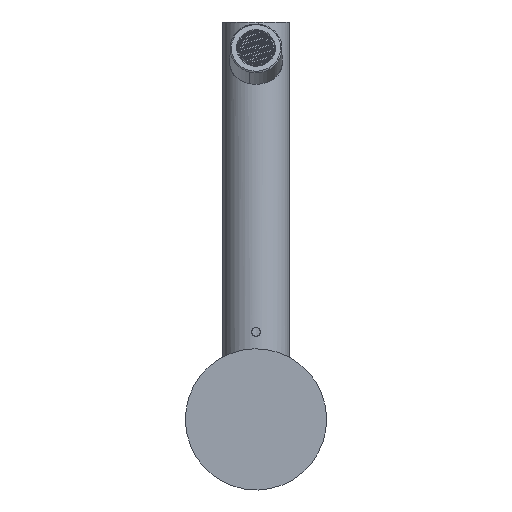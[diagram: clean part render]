
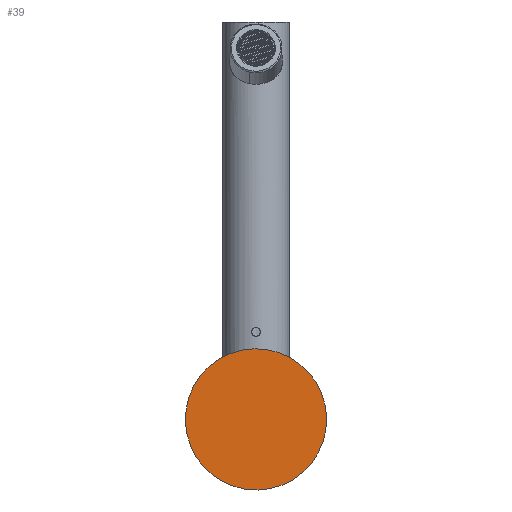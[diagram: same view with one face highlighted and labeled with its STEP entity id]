
A CAD part, front view. The second image highlights one B-rep face of the part: STEP entity #39.
In plain terms, the highlighted planar face has unit normal (0, -1, 0).
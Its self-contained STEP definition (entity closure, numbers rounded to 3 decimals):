
#39 = ADVANCED_FACE ( 'NONE', ( #66861 ), #38267, .F. ) ;
#524 = DIRECTION ( 'NONE',  ( 0., 1., 0. ) ) ;
#776 = VERTEX_POINT ( 'NONE', #60533 ) ;
#11085 = EDGE_CURVE ( 'NONE', #776, #12425, #88864, .T. ) ;
#12425 = VERTEX_POINT ( 'NONE', #86920 ) ;
#13565 = DIRECTION ( 'NONE',  ( 0., 1., 0. ) ) ;
#31414 = DIRECTION ( 'NONE',  ( 0., 1., 0. ) ) ;
#33080 = ORIENTED_EDGE ( 'NONE', *, *, #72519, .F. ) ;
#38267 = PLANE ( 'NONE',  #41215 ) ;
#39518 = EDGE_LOOP ( 'NONE', ( #33080, #65736 ) ) ;
#41215 = AXIS2_PLACEMENT_3D ( 'NONE', #74141, #31414, #81221 ) ;
#43194 = CARTESIAN_POINT ( 'NONE',  ( 0., -4., 0. ) ) ;
#50325 = DIRECTION ( 'NONE',  ( -0.524, 0., 0.851 ) ) ;
#56326 = CARTESIAN_POINT ( 'NONE',  ( 0., -4., 0. ) ) ;
#60533 = CARTESIAN_POINT ( 'NONE',  ( -14.158, -4., 22.99 ) ) ;
#63469 = DIRECTION ( 'NONE',  ( -0.524, 0., 0.851 ) ) ;
#65736 = ORIENTED_EDGE ( 'NONE', *, *, #11085, .F. ) ;
#66861 = FACE_OUTER_BOUND ( 'NONE', #39518, .T. ) ;
#69899 = AXIS2_PLACEMENT_3D ( 'NONE', #43194, #524, #50325 ) ;
#72519 = EDGE_CURVE ( 'NONE', #12425, #776, #74564, .T. ) ;
#74141 = CARTESIAN_POINT ( 'NONE',  ( 0., -4., 0. ) ) ;
#74564 = CIRCLE ( 'NONE', #69899, 27. ) ;
#75000 = AXIS2_PLACEMENT_3D ( 'NONE', #56326, #13565, #63469 ) ;
#81221 = DIRECTION ( 'NONE',  ( -0.524, 0., 0.851 ) ) ;
#86920 = CARTESIAN_POINT ( 'NONE',  ( 14.158, -4., -22.99 ) ) ;
#88864 = CIRCLE ( 'NONE', #75000, 27. ) ;
